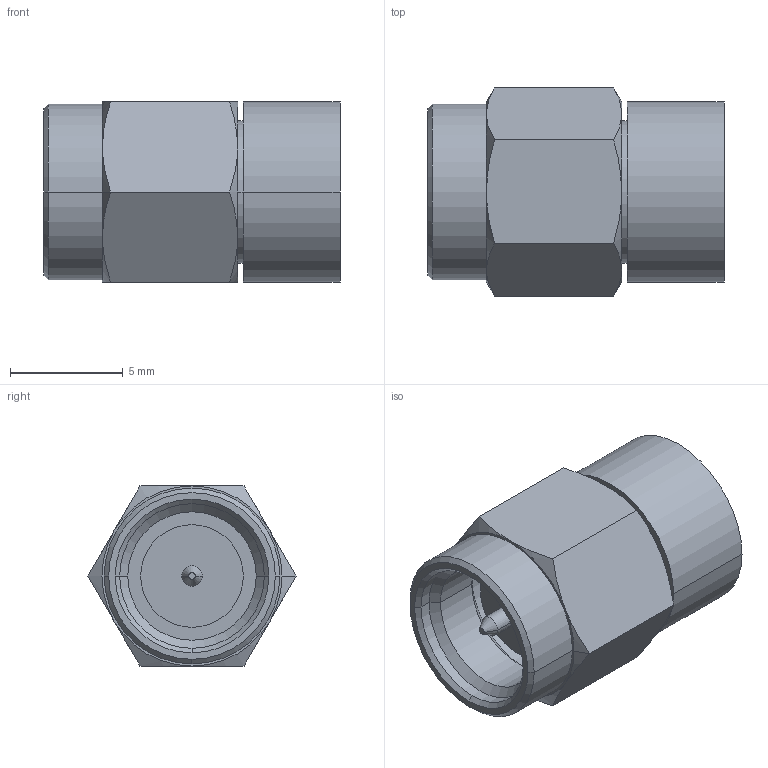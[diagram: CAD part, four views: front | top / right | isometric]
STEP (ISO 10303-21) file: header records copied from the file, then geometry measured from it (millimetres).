
FILE_DESCRIPTION (( 'STEP AP214' ), '1' );
FILE_NAME ('FMTR1173_3D.step', '2025-01-22T00:33:50', ( '' ), ( '' ), 'SwSTEP 2.0', 'SolidWorks 2022', '' );
FILE_SCHEMA (( 'AUTOMOTIVE_DESIGN' ));
Length unit declared in the file: millimetre
Products named in the file (1): FMTR1173_3D
Bounding box: 13.15 x 9.24 x 8 mm (x, y, z)
Volume: 533.7 mm3; surface area: 617.9 mm2
Topology: 1 solids, 1 shells, 61 faces, 126 edges, 74 vertices
Faces by surface type: cone 28, cylinder 18, plane 15
Entity records: 1756 total; most frequent: CARTESIAN_POINT 430, DIRECTION 288, ORIENTED_EDGE 252, EDGE_CURVE 126, AXIS2_PLACEMENT_3D 124, VERTEX_POINT 74, EDGE_LOOP 68, CIRCLE 62
